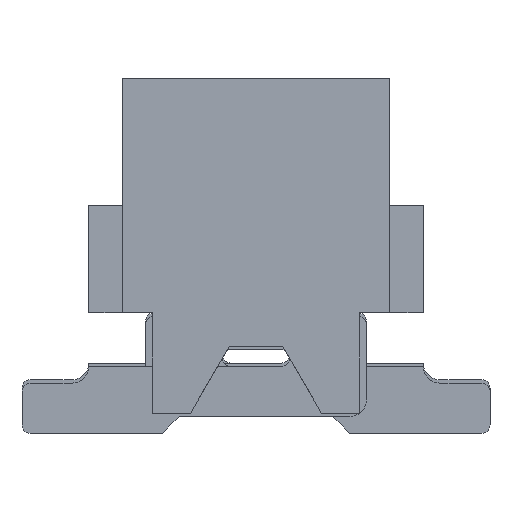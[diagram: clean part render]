
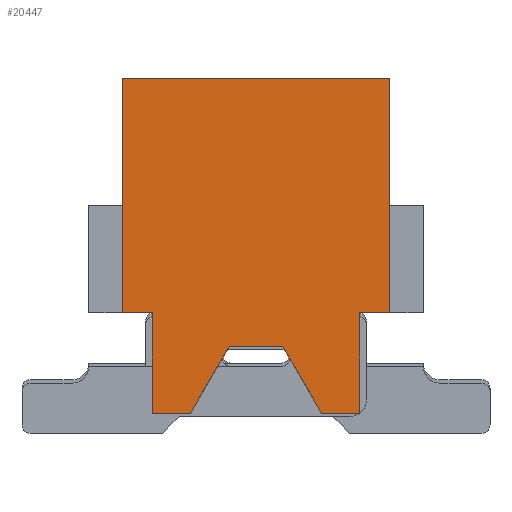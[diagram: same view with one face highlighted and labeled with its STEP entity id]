
A CAD part, left-side view. The second image highlights one B-rep face of the part: STEP entity #20447.
In plain terms, the highlighted planar face has unit normal (-1, 0, 0).
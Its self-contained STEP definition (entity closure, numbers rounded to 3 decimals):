
#11941 = EDGE_CURVE('',#11942,#11944,#11946,.T.);
#11942 = VERTEX_POINT('',#11943);
#11943 = CARTESIAN_POINT('',(-5.35,2.,5.3));
#11944 = VERTEX_POINT('',#11945);
#11945 = CARTESIAN_POINT('',(-5.35,-2.,5.3));
#11946 = LINE('',#11947,#11948);
#11947 = CARTESIAN_POINT('',(-5.35,2.,5.3));
#11948 = VECTOR('',#11949,1.);
#11949 = DIRECTION('',(0.,-1.,0.));
#12816 = VERTEX_POINT('',#12817);
#12817 = CARTESIAN_POINT('',(-5.35,-2.,3.4));
#13305 = VERTEX_POINT('',#13306);
#13306 = CARTESIAN_POINT('',(-5.35,2.,3.4));
#13614 = EDGE_CURVE('',#13615,#13305,#13617,.T.);
#13615 = VERTEX_POINT('',#13616);
#13616 = CARTESIAN_POINT('',(-5.35,2.,1.8));
#13617 = LINE('',#13618,#13619);
#13618 = CARTESIAN_POINT('',(-5.35,2.,1.8));
#13619 = VECTOR('',#13620,1.);
#13620 = DIRECTION('',(0.,0.,1.));
#13662 = EDGE_CURVE('',#13663,#12816,#13665,.T.);
#13663 = VERTEX_POINT('',#13664);
#13664 = CARTESIAN_POINT('',(-5.35,-2.,1.8));
#13665 = LINE('',#13666,#13667);
#13666 = CARTESIAN_POINT('',(-5.35,-2.,1.8));
#13667 = VECTOR('',#13668,1.);
#13668 = DIRECTION('',(0.,0.,1.));
#16721 = VERTEX_POINT('',#16722);
#16722 = CARTESIAN_POINT('',(-5.35,1.55,0.3));
#16730 = VERTEX_POINT('',#16731);
#16731 = CARTESIAN_POINT('',(-5.35,0.98,0.3));
#16737 = EDGE_CURVE('',#16730,#16721,#16738,.T.);
#16738 = LINE('',#16739,#16740);
#16739 = CARTESIAN_POINT('',(-5.35,0.98,0.3));
#16740 = VECTOR('',#16741,1.);
#16741 = DIRECTION('',(0.,1.,0.));
#16754 = EDGE_CURVE('',#16721,#16755,#16757,.T.);
#16755 = VERTEX_POINT('',#16756);
#16756 = CARTESIAN_POINT('',(-5.35,1.55,1.8));
#16757 = LINE('',#16758,#16759);
#16758 = CARTESIAN_POINT('',(-5.35,1.55,1.8));
#16759 = VECTOR('',#16760,1.);
#16760 = DIRECTION('',(0.,0.,1.));
#16786 = VERTEX_POINT('',#16787);
#16787 = CARTESIAN_POINT('',(-5.35,0.4,1.3));
#16793 = EDGE_CURVE('',#16786,#16730,#16794,.T.);
#16794 = LINE('',#16795,#16796);
#16795 = CARTESIAN_POINT('',(-5.35,0.4,1.3));
#16796 = VECTOR('',#16797,1.);
#16797 = DIRECTION('',(0.,0.502,-0.865));
#20447 = ADVANCED_FACE('',(#20448),#20512,.F.);
#20448 = FACE_BOUND('',#20449,.T.);
#20449 = EDGE_LOOP('',(#20450,#20451,#20457,#20458,#20459,#20460,#20468,
    #20476,#20484,#20492,#20498,#20499,#20505,#20506));
#20450 = ORIENTED_EDGE('',*,*,#13614,.F.);
#20451 = ORIENTED_EDGE('',*,*,#20452,.F.);
#20452 = EDGE_CURVE('',#16755,#13615,#20453,.T.);
#20453 = LINE('',#20454,#20455);
#20454 = CARTESIAN_POINT('',(-5.35,2.5,1.8));
#20455 = VECTOR('',#20456,1.);
#20456 = DIRECTION('',(0.,1.,0.));
#20457 = ORIENTED_EDGE('',*,*,#16754,.F.);
#20458 = ORIENTED_EDGE('',*,*,#16737,.F.);
#20459 = ORIENTED_EDGE('',*,*,#16793,.F.);
#20460 = ORIENTED_EDGE('',*,*,#20461,.F.);
#20461 = EDGE_CURVE('',#20462,#16786,#20464,.T.);
#20462 = VERTEX_POINT('',#20463);
#20463 = CARTESIAN_POINT('',(-5.35,-0.4,1.3));
#20464 = LINE('',#20465,#20466);
#20465 = CARTESIAN_POINT('',(-5.35,-0.4,1.3));
#20466 = VECTOR('',#20467,1.);
#20467 = DIRECTION('',(0.,1.,0.));
#20468 = ORIENTED_EDGE('',*,*,#20469,.F.);
#20469 = EDGE_CURVE('',#20470,#20462,#20472,.T.);
#20470 = VERTEX_POINT('',#20471);
#20471 = CARTESIAN_POINT('',(-5.35,-0.98,0.3));
#20472 = LINE('',#20473,#20474);
#20473 = CARTESIAN_POINT('',(-5.35,-0.98,0.3));
#20474 = VECTOR('',#20475,1.);
#20475 = DIRECTION('',(0.,0.502,0.865));
#20476 = ORIENTED_EDGE('',*,*,#20477,.F.);
#20477 = EDGE_CURVE('',#20478,#20470,#20480,.T.);
#20478 = VERTEX_POINT('',#20479);
#20479 = CARTESIAN_POINT('',(-5.35,-1.55,0.3));
#20480 = LINE('',#20481,#20482);
#20481 = CARTESIAN_POINT('',(-5.35,-1.55,0.3));
#20482 = VECTOR('',#20483,1.);
#20483 = DIRECTION('',(0.,1.,0.));
#20484 = ORIENTED_EDGE('',*,*,#20485,.F.);
#20485 = EDGE_CURVE('',#20486,#20478,#20488,.T.);
#20486 = VERTEX_POINT('',#20487);
#20487 = CARTESIAN_POINT('',(-5.35,-1.55,1.8));
#20488 = LINE('',#20489,#20490);
#20489 = CARTESIAN_POINT('',(-5.35,-1.55,1.8));
#20490 = VECTOR('',#20491,1.);
#20491 = DIRECTION('',(0.,0.,-1.));
#20492 = ORIENTED_EDGE('',*,*,#20493,.F.);
#20493 = EDGE_CURVE('',#13663,#20486,#20494,.T.);
#20494 = LINE('',#20495,#20496);
#20495 = CARTESIAN_POINT('',(-5.35,-2.5,1.8));
#20496 = VECTOR('',#20497,1.);
#20497 = DIRECTION('',(0.,1.,0.));
#20498 = ORIENTED_EDGE('',*,*,#13662,.T.);
#20499 = ORIENTED_EDGE('',*,*,#20500,.F.);
#20500 = EDGE_CURVE('',#11944,#12816,#20501,.T.);
#20501 = LINE('',#20502,#20503);
#20502 = CARTESIAN_POINT('',(-5.35,-2.,5.3));
#20503 = VECTOR('',#20504,1.);
#20504 = DIRECTION('',(0.,0.,-1.));
#20505 = ORIENTED_EDGE('',*,*,#11941,.F.);
#20506 = ORIENTED_EDGE('',*,*,#20507,.F.);
#20507 = EDGE_CURVE('',#13305,#11942,#20508,.T.);
#20508 = LINE('',#20509,#20510);
#20509 = CARTESIAN_POINT('',(-5.35,2.,3.4));
#20510 = VECTOR('',#20511,1.);
#20511 = DIRECTION('',(0.,0.,1.));
#20512 = PLANE('',#20513);
#20513 = AXIS2_PLACEMENT_3D('',#20514,#20515,#20516);
#20514 = CARTESIAN_POINT('',(-5.35,0.,2.6));
#20515 = DIRECTION('',(1.,0.,0.));
#20516 = DIRECTION('',(0.,0.,-1.));
